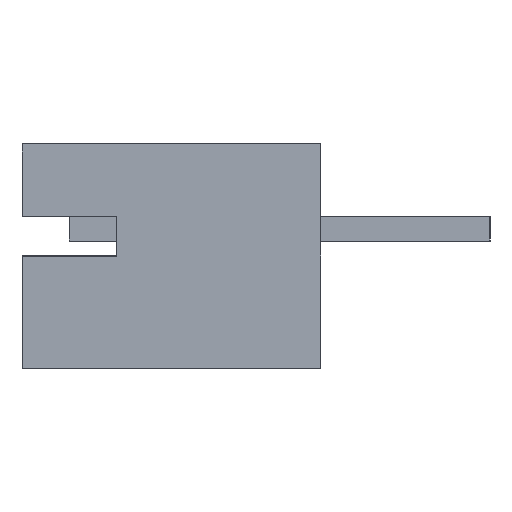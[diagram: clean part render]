
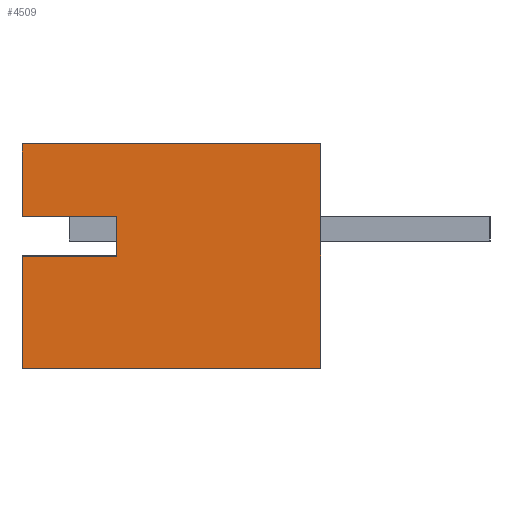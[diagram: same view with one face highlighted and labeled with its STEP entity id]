
A CAD part, left-side view. The second image highlights one B-rep face of the part: STEP entity #4509.
In plain terms, the highlighted planar face has unit normal (-1, 0, 0).
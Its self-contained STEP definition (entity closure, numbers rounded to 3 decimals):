
#60 = DIRECTION ( 'NONE',  ( 0., 0., -1. ) ) ;
#61 = DIRECTION ( 'NONE',  ( 1., 0., 0. ) ) ;
#62 = CARTESIAN_POINT ( 'NONE',  ( -41.85, 6., 0. ) ) ;
#63 = AXIS2_PLACEMENT_3D ( 'NONE', #62, #61, #60 ) ;
#64 = PLANE ( 'NONE',  #63 ) ;
#79 = FACE_OUTER_BOUND ( 'NONE', #4438, .T. ) ;
#80 = DIRECTION ( 'NONE',  ( 0., 0., -1. ) ) ;
#81 = VECTOR ( 'NONE', #80, 1000. ) ;
#82 = CARTESIAN_POINT ( 'NONE',  ( -41.85, 6., 0. ) ) ;
#83 = LINE ( 'NONE', #82, #81 ) ;
#113 = CARTESIAN_POINT ( 'NONE',  ( -41.85, 6., 2.25 ) ) ;
#203 = DIRECTION ( 'NONE',  ( 0., 1., 0. ) ) ;
#204 = VECTOR ( 'NONE', #203, 1000. ) ;
#205 = CARTESIAN_POINT ( 'NONE',  ( -41.85, 6., 2.25 ) ) ;
#206 = LINE ( 'NONE', #205, #204 ) ;
#231 = CARTESIAN_POINT ( 'NONE',  ( -41.85, 0., 0. ) ) ;
#269 = DIRECTION ( 'NONE',  ( 0., 0., -1. ) ) ;
#270 = VECTOR ( 'NONE', #269, 1000. ) ;
#271 = CARTESIAN_POINT ( 'NONE',  ( -41.85, 4.1, 2.25 ) ) ;
#272 = LINE ( 'NONE', #271, #270 ) ;
#274 = CARTESIAN_POINT ( 'NONE',  ( -41.85, 4.1, 2.25 ) ) ;
#280 = CARTESIAN_POINT ( 'NONE',  ( -41.85, 6., 0. ) ) ;
#281 = DIRECTION ( 'NONE',  ( 0., -1., 0. ) ) ;
#282 = VECTOR ( 'NONE', #281, 1000. ) ;
#283 = CARTESIAN_POINT ( 'NONE',  ( -41.85, 0., 0. ) ) ;
#284 = LINE ( 'NONE', #283, #282 ) ;
#329 = DIRECTION ( 'NONE',  ( 0., 0., -1. ) ) ;
#330 = VECTOR ( 'NONE', #329, 1000. ) ;
#331 = CARTESIAN_POINT ( 'NONE',  ( -41.85, 6., 3.05 ) ) ;
#332 = LINE ( 'NONE', #331, #330 ) ;
#334 = CARTESIAN_POINT ( 'NONE',  ( -41.85, 6., 3.05 ) ) ;
#410 = DIRECTION ( 'NONE',  ( 0., -1., 0. ) ) ;
#411 = VECTOR ( 'NONE', #410, 1000. ) ;
#412 = CARTESIAN_POINT ( 'NONE',  ( -41.85, 4.1, 3.05 ) ) ;
#413 = LINE ( 'NONE', #412, #411 ) ;
#415 = CARTESIAN_POINT ( 'NONE',  ( -41.85, 4.1, 3.05 ) ) ;
#457 = CARTESIAN_POINT ( 'NONE',  ( -41.85, 6., 4.5 ) ) ;
#622 = DIRECTION ( 'NONE',  ( 0., 0., 1. ) ) ;
#623 = VECTOR ( 'NONE', #622, 1000. ) ;
#624 = CARTESIAN_POINT ( 'NONE',  ( -41.85, 0., 0. ) ) ;
#625 = LINE ( 'NONE', #624, #623 ) ;
#626 = CARTESIAN_POINT ( 'NONE',  ( -41.85, 0., 4.5 ) ) ;
#645 = DIRECTION ( 'NONE',  ( 0., 1., 0. ) ) ;
#646 = VECTOR ( 'NONE', #645, 1000. ) ;
#647 = CARTESIAN_POINT ( 'NONE',  ( -41.85, 0., 4.5 ) ) ;
#648 = LINE ( 'NONE', #647, #646 ) ;
#4438 = EDGE_LOOP ( 'NONE', ( #4439, #4440, #4489, #4490, #4491, #4492, #4493, #4494 ) ) ;
#4439 = ORIENTED_EDGE ( 'NONE', *, *, #4586, .T. ) ;
#4440 = ORIENTED_EDGE ( 'NONE', *, *, #4751, .T. ) ;
#4489 = ORIENTED_EDGE ( 'NONE', *, *, #4774, .T. ) ;
#4490 = ORIENTED_EDGE ( 'NONE', *, *, #4612, .T. ) ;
#4491 = ORIENTED_EDGE ( 'NONE', *, *, #4634, .T. ) ;
#4492 = ORIENTED_EDGE ( 'NONE', *, *, #4593, .T. ) ;
#4493 = ORIENTED_EDGE ( 'NONE', *, *, #4575, .T. ) ;
#4494 = ORIENTED_EDGE ( 'NONE', *, *, #4508, .T. ) ;
#4508 = EDGE_CURVE ( 'NONE', #4516, #4587, #83, .T. ) ;
#4509 = ADVANCED_FACE ( 'NONE', ( #79 ), #64, .F. ) ;
#4516 = VERTEX_POINT ( 'NONE', #113 ) ;
#4575 = EDGE_CURVE ( 'NONE', #4591, #4516, #206, .T. ) ;
#4584 = VERTEX_POINT ( 'NONE', #231 ) ;
#4586 = EDGE_CURVE ( 'NONE', #4587, #4584, #284, .T. ) ;
#4587 = VERTEX_POINT ( 'NONE', #280 ) ;
#4591 = VERTEX_POINT ( 'NONE', #274 ) ;
#4593 = EDGE_CURVE ( 'NONE', #4632, #4591, #272, .T. ) ;
#4610 = VERTEX_POINT ( 'NONE', #334 ) ;
#4612 = EDGE_CURVE ( 'NONE', #4667, #4610, #332, .T. ) ;
#4632 = VERTEX_POINT ( 'NONE', #415 ) ;
#4634 = EDGE_CURVE ( 'NONE', #4610, #4632, #413, .T. ) ;
#4667 = VERTEX_POINT ( 'NONE', #457 ) ;
#4749 = VERTEX_POINT ( 'NONE', #626 ) ;
#4751 = EDGE_CURVE ( 'NONE', #4584, #4749, #625, .T. ) ;
#4774 = EDGE_CURVE ( 'NONE', #4749, #4667, #648, .T. ) ;
